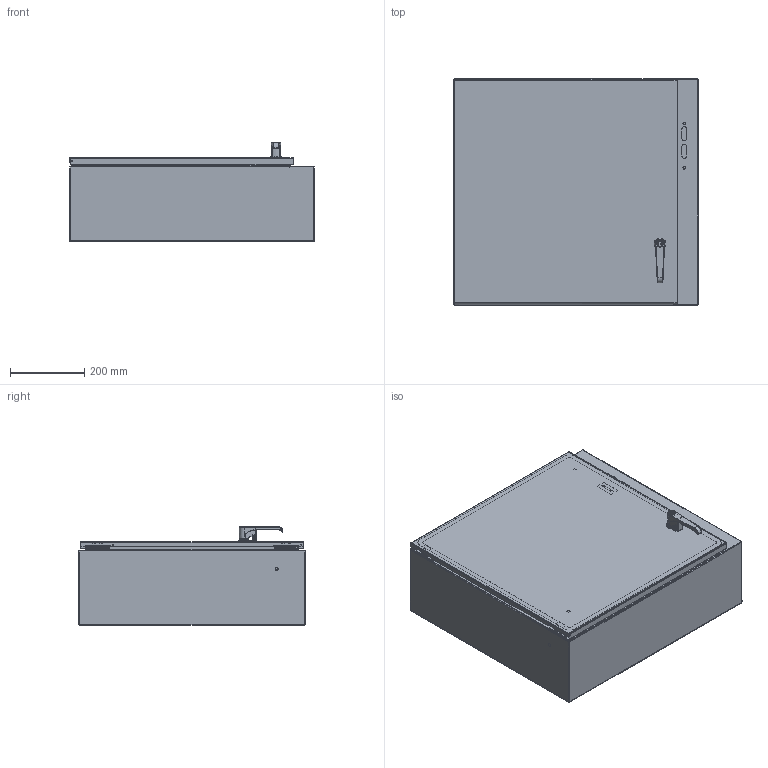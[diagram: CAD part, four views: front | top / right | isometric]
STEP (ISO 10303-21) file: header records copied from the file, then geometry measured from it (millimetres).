
FILE_DESCRIPTION (( 'STEP AP214' ), '1' );
FILE_NAME ('N412242608CDSSA.STEP', '2020-02-29T12:03:07', ( '' ), ( '' ), 'SwSTEP 2.0', 'SolidWorks 2019', '' );
FILE_SCHEMA (( 'AUTOMOTIVE_DESIGN' ));
Length unit declared in the file: inch
Products named in the file (1): N412242608CDSSA
Bounding box: 660.4 x 609.6 x 266.21 mm (x, y, z)
Volume: 3058687.7 mm3; surface area: 3056338.3 mm2
Topology: 61 solids, 61 shells, 2090 faces, 5081 edges, 3128 vertices
Faces by surface type: plane 817, cylinder 740, bspline 270, cone 245, torus 18
Full cylindrical faces by diameter (mm): 2.362 x4, 2.6 x1, 3.175 x2, 3.317 x68, 3.683 x6, 3.861 x4, 3.962 x4, 4.166 x68, 4.25 x5, 4.366 x4, 4.572 x4, 4.762 x4, 4.826 x4, 4.978 x2, 5 x3, 5.1 x1, 5.359 x2, 5.5 x1, 5.6 x1, 5.715 x4, 5.8 x1, 6.35 x12, 6.502 x4, 6.985 x4, 7.144 x2, 7.62 x8, 7.798 x1, 7.937 x1, 7.938 x1, 8.128 x7
Entity records: 104975 total; most frequent: CARTESIAN_POINT 33458, ORIENTED_EDGE 8626, DIRECTION 8451, EDGE_CURVE 4313, AXIS2_PLACEMENT_3D 3169, VERTEX_POINT 2915, EDGE_LOOP 2804, FACE_OUTER_BOUND 2401
